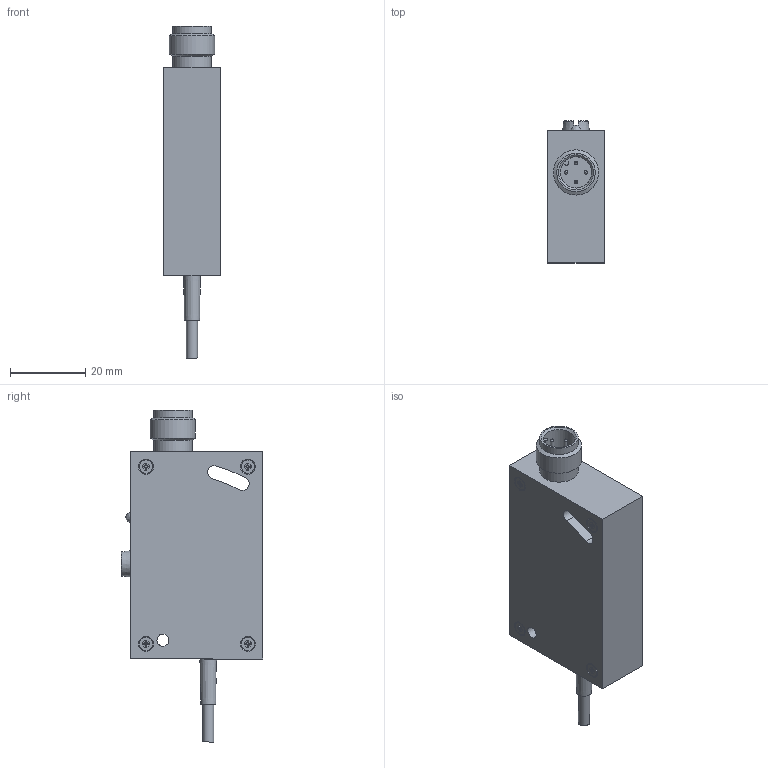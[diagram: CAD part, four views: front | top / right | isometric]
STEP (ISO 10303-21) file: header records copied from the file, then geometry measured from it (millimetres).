
FILE_DESCRIPTION(/* description */ (''),/* implementation_level */ '2;1');
FILE_NAME(/* name */ 'ECH3010xPAT-1_Yellow.stp',/* time_stamp */ '2019-05-22T12:51:47+02:00',/* author */ ('tvb'),/* organization */ (''),/* preprocessor_version */ 'ST-DEVELOPER v16.1',/* originating_system */ 'Autodesk Inventor 2016',/* authorisation */ '');
FILE_SCHEMA (('AUTOMOTIVE_DESIGN { 1 0 10303 214 3 1 1 }'));
Length unit declared in the file: centimetre
Products named in the file (1): ECH3010xPAT-1_Yellow
Bounding box: 15 x 37.6 x 88 mm (x, y, z)
Volume: 29056.9 mm3; surface area: 8168.6 mm2
Topology: 1 solids, 4 shells, 196 faces, 515 edges, 340 vertices
Faces by surface type: plane 92, cone 61, cylinder 20, torus 18, bspline 5
Full cylindrical faces by diameter (mm): 0.9 x4, 2.9 x1, 2.95 x1, 3.2 x1, 3.5 x4, 8.3 x1, 10.2 x2, 12 x1
Entity records: 7596 total; most frequent: CARTESIAN_POINT 2897, ORIENTED_EDGE 958, DIRECTION 884, EDGE_CURVE 477, AXIS2_PLACEMENT_3D 372, VERTEX_POINT 327, EDGE_LOOP 242, STYLED_ITEM 197
